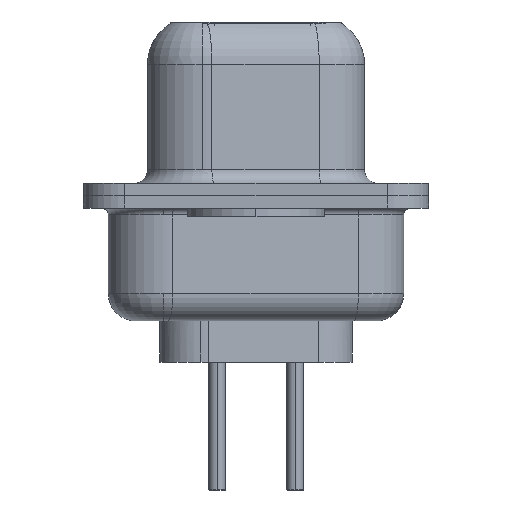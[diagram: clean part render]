
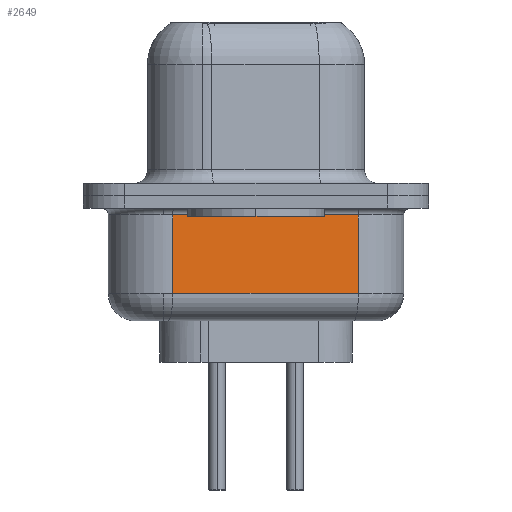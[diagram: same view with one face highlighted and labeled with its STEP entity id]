
A CAD part, left-side view. The second image highlights one B-rep face of the part: STEP entity #2649.
In plain terms, the highlighted planar face has unit normal (-0.985, -0.174, 0).
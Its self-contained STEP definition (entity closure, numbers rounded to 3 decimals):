
#945 = CARTESIAN_POINT ( 'NONE',  ( 2.855, 3.028, -4.55 ) ) ;
#1224 = CARTESIAN_POINT ( 'NONE',  ( 4.046, -3.722, -4.55 ) ) ;
#1645 = CARTESIAN_POINT ( 'NONE',  ( 2.855, 3.028, -4.55 ) ) ;
#2060 = DIRECTION ( 'NONE',  ( -0.174, 0.985, 0. ) ) ;
#2512 = CARTESIAN_POINT ( 'NONE',  ( 4.046, -3.722, -0.7 ) ) ;
#2649 = ADVANCED_FACE ( 'NONE', ( #17760 ), #11706, .F. ) ;
#3591 = ORIENTED_EDGE ( 'NONE', *, *, #18705, .F. ) ;
#4923 = EDGE_CURVE ( 'NONE', #6700, #11154, #15018, .T. ) ;
#5567 = DIRECTION ( 'NONE',  ( 0.985, 0.174, 0. ) ) ;
#6506 = EDGE_CURVE ( 'NONE', #11154, #7846, #14572, .T. ) ;
#6700 = VERTEX_POINT ( 'NONE', #7510 ) ;
#7510 = CARTESIAN_POINT ( 'NONE',  ( 4.046, -3.722, -3.55 ) ) ;
#7776 = DIRECTION ( 'NONE',  ( 0., 0., 1. ) ) ;
#7846 = VERTEX_POINT ( 'NONE', #16002 ) ;
#8155 = LINE ( 'NONE', #18423, #10985 ) ;
#9789 = ORIENTED_EDGE ( 'NONE', *, *, #15658, .T. ) ;
#10985 = VECTOR ( 'NONE', #16919, 1000. ) ;
#11154 = VERTEX_POINT ( 'NONE', #2512 ) ;
#11571 = CARTESIAN_POINT ( 'NONE',  ( 2.855, 3.028, -3.55 ) ) ;
#11706 = PLANE ( 'NONE',  #14136 ) ;
#12110 = EDGE_LOOP ( 'NONE', ( #3591, #9789, #14173, #18037 ) ) ;
#12507 = LINE ( 'NONE', #1645, #16498 ) ;
#13500 = DIRECTION ( 'NONE',  ( 0., 0., 1. ) ) ;
#14136 = AXIS2_PLACEMENT_3D ( 'NONE', #945, #5567, #2060 ) ;
#14173 = ORIENTED_EDGE ( 'NONE', *, *, #4923, .T. ) ;
#14572 = LINE ( 'NONE', #19296, #17224 ) ;
#15018 = LINE ( 'NONE', #1224, #16918 ) ;
#15658 = EDGE_CURVE ( 'NONE', #19189, #6700, #8155, .T. ) ;
#16002 = CARTESIAN_POINT ( 'NONE',  ( 2.855, 3.028, -0.7 ) ) ;
#16498 = VECTOR ( 'NONE', #7776, 1000. ) ;
#16918 = VECTOR ( 'NONE', #13500, 1000. ) ;
#16919 = DIRECTION ( 'NONE',  ( 0.174, -0.985, 0. ) ) ;
#17224 = VECTOR ( 'NONE', #19393, 1000. ) ;
#17760 = FACE_OUTER_BOUND ( 'NONE', #12110, .T. ) ;
#18037 = ORIENTED_EDGE ( 'NONE', *, *, #6506, .T. ) ;
#18423 = CARTESIAN_POINT ( 'NONE',  ( 2.855, 3.028, -3.55 ) ) ;
#18705 = EDGE_CURVE ( 'NONE', #19189, #7846, #12507, .T. ) ;
#19189 = VERTEX_POINT ( 'NONE', #11571 ) ;
#19296 = CARTESIAN_POINT ( 'NONE',  ( 2.855, 3.028, -0.7 ) ) ;
#19393 = DIRECTION ( 'NONE',  ( -0.174, 0.985, 0. ) ) ;
